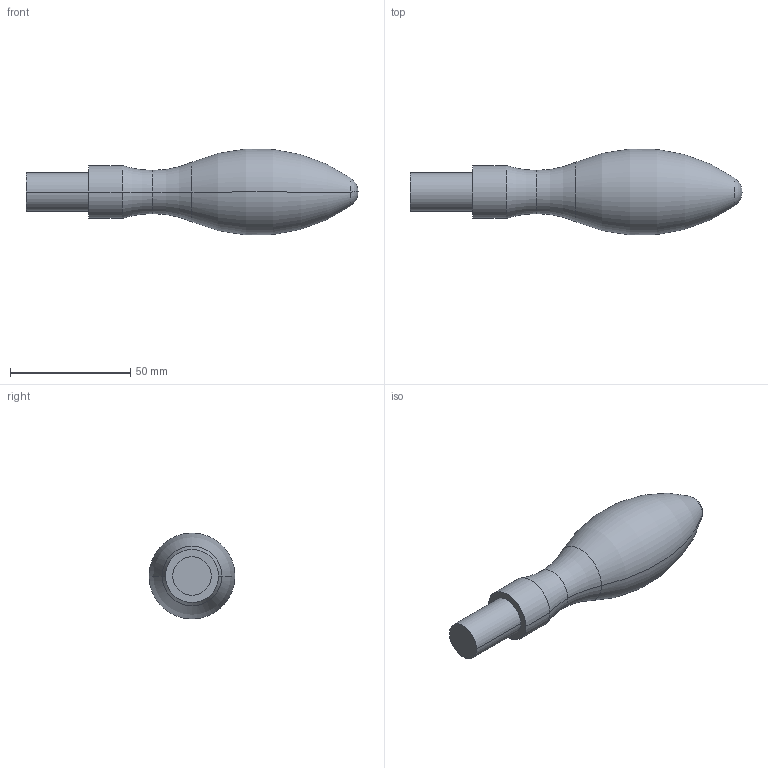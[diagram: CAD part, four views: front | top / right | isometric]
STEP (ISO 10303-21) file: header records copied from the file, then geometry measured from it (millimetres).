
FILE_DESCRIPTION(('STEP AP214'),'1');
FILE_NAME('HALDERN_EH_24450_0036.stp','2017-05-09T08:15:13',('TraceParts'),('TraceParts S.A.'),'Spatial InterOp 3D',' ',' ');
FILE_SCHEMA(('automotive_design'));
Length unit declared in the file: millimetre
Products named in the file (1): HALDERN_EH_24450_0036
Bounding box: 138 x 35.67 x 35.67 mm (x, y, z)
Volume: 67987 mm3; surface area: 11067.8 mm2
Topology: 1 solids, 1 shells, 14 faces, 28 edges, 15 vertices
Faces by surface type: torus 6, cylinder 4, plane 2, sphere 2
Entity records: 492 total; most frequent: DIRECTION 78, CARTESIAN_POINT 56, ORIENTED_EDGE 52, AXIS2_PLACEMENT_3D 37, EDGE_CURVE 26, CIRCLE 22, STYLED_ITEM 15, PRESENTATION_STYLE_ASSIGNMENT 15
